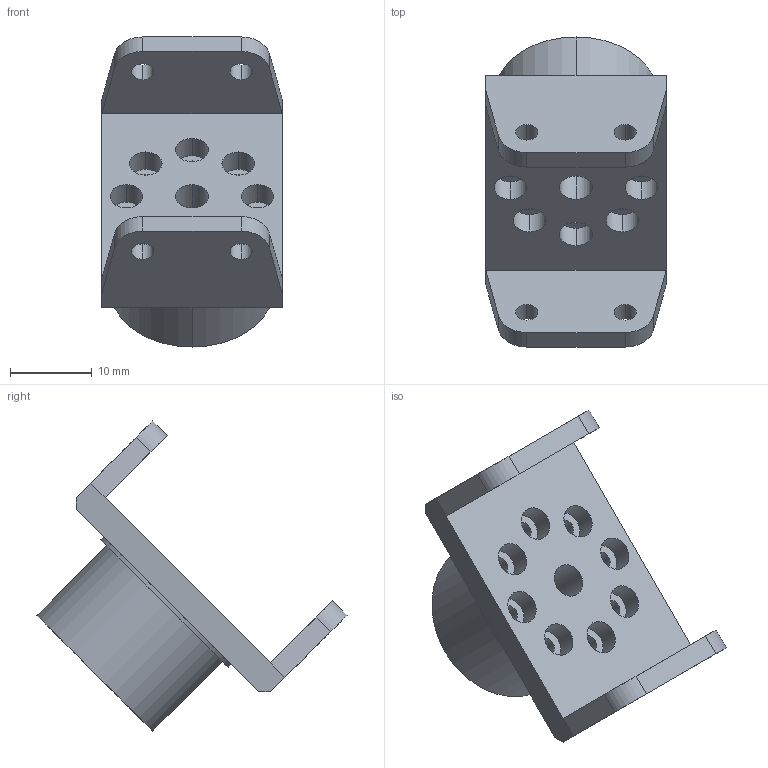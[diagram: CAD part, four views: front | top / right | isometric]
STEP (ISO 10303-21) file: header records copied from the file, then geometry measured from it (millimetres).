
FILE_DESCRIPTION (( 'STEP AP214' ), '1' );
FILE_NAME ('J5_Output.STEP', '2023-11-23T05:50:06', ( '' ), ( '' ), 'SwSTEP 2.0', 'SolidWorks 2022', '' );
FILE_SCHEMA (( 'AUTOMOTIVE_DESIGN' ));
Length unit declared in the file: millimetre
Products named in the file (1): J5_Output
Bounding box: 22 x 37.83 x 37.83 mm (x, y, z)
Volume: 6307.9 mm3; surface area: 4812.5 mm2
Topology: 1 solids, 1 shells, 80 faces, 198 edges, 130 vertices
Faces by surface type: cylinder 52, plane 28
Entity records: 2506 total; most frequent: DIRECTION 466, CARTESIAN_POINT 409, ORIENTED_EDGE 396, EDGE_CURVE 198, AXIS2_PLACEMENT_3D 187, VERTEX_POINT 130, EDGE_LOOP 116, CIRCLE 106
